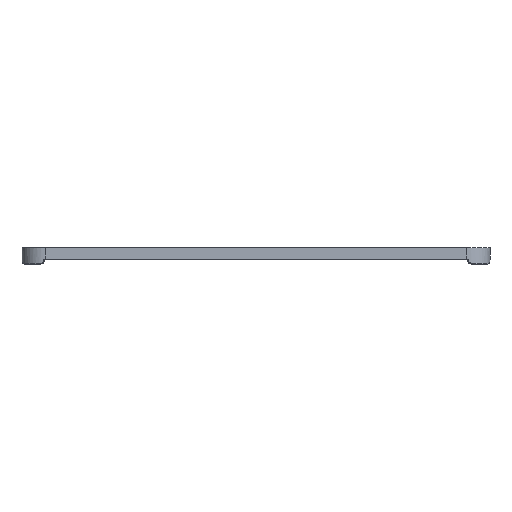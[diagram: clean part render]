
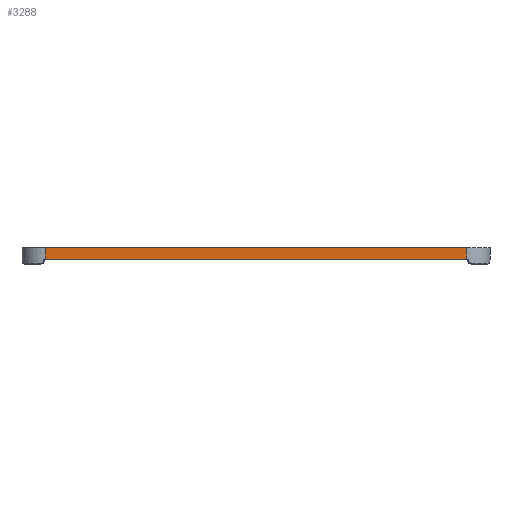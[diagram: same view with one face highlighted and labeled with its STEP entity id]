
A CAD part, front view. The second image highlights one B-rep face of the part: STEP entity #3288.
In plain terms, the highlighted planar face has unit normal (0, -1, 0).
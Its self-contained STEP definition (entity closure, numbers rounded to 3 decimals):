
#103=PLANE('',#3485);
#215=FACE_OUTER_BOUND('',#386,.T.);
#386=EDGE_LOOP('',(#2295,#2296,#2297,#2298));
#634=LINE('',#4692,#982);
#645=LINE('',#4780,#993);
#646=LINE('',#4782,#994);
#647=LINE('',#4783,#995);
#982=VECTOR('',#3764,10.);
#993=VECTOR('',#3805,10.);
#994=VECTOR('',#3806,10.);
#995=VECTOR('',#3807,10.);
#1452=VERTEX_POINT('',#4688);
#1454=VERTEX_POINT('',#4691);
#1476=VERTEX_POINT('',#4779);
#1477=VERTEX_POINT('',#4781);
#1773=EDGE_CURVE('',#1454,#1452,#634,.T.);
#1799=EDGE_CURVE('',#1476,#1452,#645,.T.);
#1800=EDGE_CURVE('',#1477,#1476,#646,.T.);
#1801=EDGE_CURVE('',#1454,#1477,#647,.T.);
#2295=ORIENTED_EDGE('',*,*,#1799,.F.);
#2296=ORIENTED_EDGE('',*,*,#1800,.F.);
#2297=ORIENTED_EDGE('',*,*,#1801,.F.);
#2298=ORIENTED_EDGE('',*,*,#1773,.T.);
#3288=ADVANCED_FACE('',(#215),#103,.F.);
#3485=AXIS2_PLACEMENT_3D('',#4778,#3803,#3804);
#3764=DIRECTION('',(0.,0.,-1.));
#3803=DIRECTION('center_axis',(0.,1.,0.));
#3804=DIRECTION('ref_axis',(1.,0.,0.));
#3805=DIRECTION('',(-1.,0.,0.));
#3806=DIRECTION('',(0.,0.,-1.));
#3807=DIRECTION('',(1.,0.,0.));
#4688=CARTESIAN_POINT('',(50.,-175.,1.51));
#4691=CARTESIAN_POINT('',(50.,-175.,3.71));
#4692=CARTESIAN_POINT('',(50.,-175.,3.71));
#4778=CARTESIAN_POINT('Origin',(50.,-175.,3.71));
#4779=CARTESIAN_POINT('',(132.,-175.,1.51));
#4780=CARTESIAN_POINT('',(70.5,-175.,1.51));
#4781=CARTESIAN_POINT('',(132.,-175.,3.71));
#4782=CARTESIAN_POINT('',(132.,-175.,3.71));
#4783=CARTESIAN_POINT('',(70.5,-175.,3.71));
